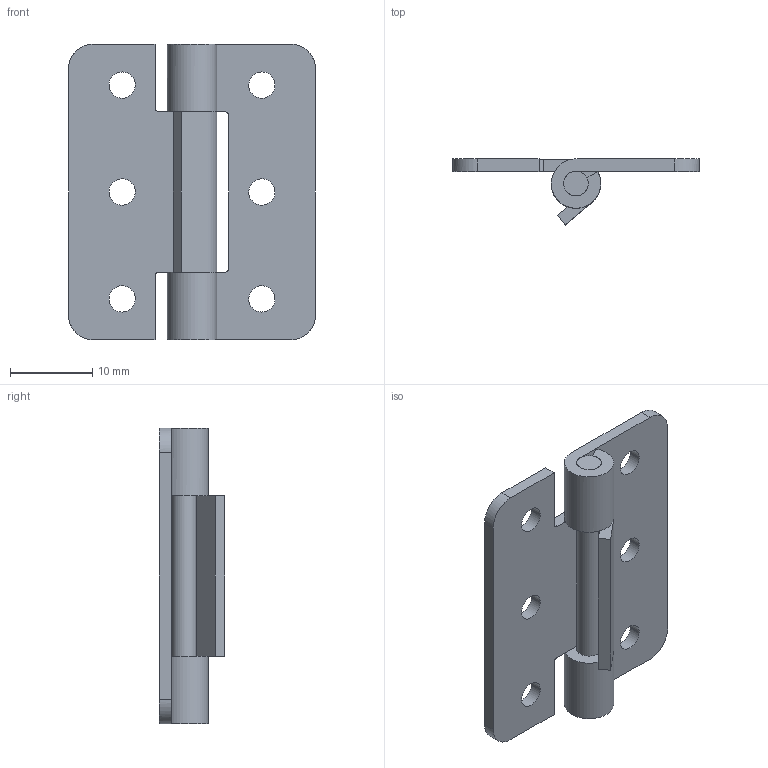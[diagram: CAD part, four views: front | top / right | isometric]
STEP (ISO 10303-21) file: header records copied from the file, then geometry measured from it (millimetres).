
FILE_DESCRIPTION((''),'2;1');
FILE_NAME('','2005-04-20T08:50:14',(''),(''),'','CADfix','');
FILE_SCHEMA(('AUTOMOTIVE_DESIGN'));
Length unit declared in the file: millimetre
Products named in the file (4): shaft; hinge piece_B; hinge piece_A; TH_12_294_36
Assembly tree (3 placements, depth 2):
  TH_12_294_36
    shaft
    hinge piece_B
    hinge piece_A
Bounding box: 30 x 8 x 36 mm (x, y, z)
Volume: 2122.5 mm3; surface area: 3344.6 mm2
Topology: 3 solids, 3 shells, 52 faces, 166 edges, 120 vertices
Faces by surface type: bspline 52
Entity records: 2037 total; most frequent: CARTESIAN_POINT 1026, ORIENTED_EDGE 332, EDGE_CURVE 166, VERTEX_POINT 120, QUASI_UNIFORM_CURVE 82, EDGE_LOOP 64, FACE_OUTER_BOUND 52, ADVANCED_FACE 52
